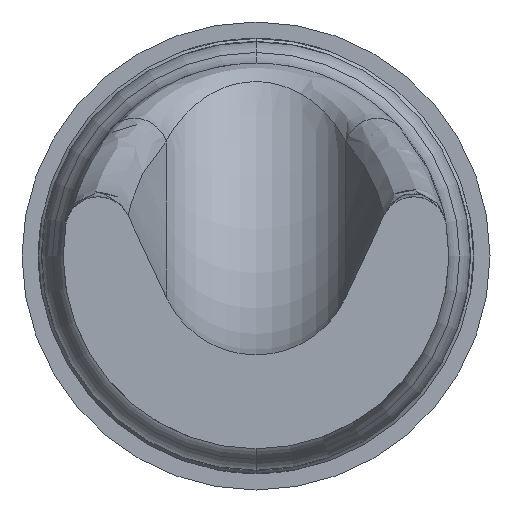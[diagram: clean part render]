
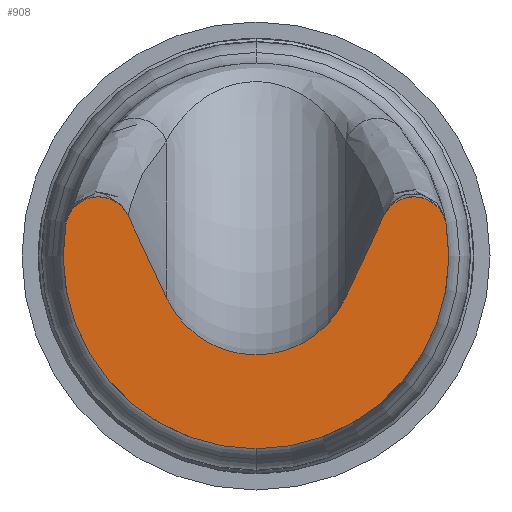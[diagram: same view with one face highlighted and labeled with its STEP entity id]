
A CAD part, front view. The second image highlights one B-rep face of the part: STEP entity #908.
In plain terms, the highlighted planar face has unit normal (0, -1, 0).
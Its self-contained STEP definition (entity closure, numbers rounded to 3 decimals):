
#38 = EDGE_CURVE ( 'Defeature ausgef�hrt1_3+Defeature ausgef�hrt1_1+Defeature ausgef�hrt1_9+Defeature ausgef�hrt1_5', #4269, #65, #2377, .T. ) ;
#65 = VERTEX_POINT ( 'NONE', #3785 ) ;
#87 = ORIENTED_EDGE ( 'NONE', *, *, #2480, .F. ) ;
#122 = DIRECTION ( 'NONE',  ( 0., 0., -1. ) ) ;
#141 = FACE_OUTER_BOUND ( 'NONE', #2062, .T. ) ;
#271 = CARTESIAN_POINT ( 'NONE',  ( 0.478, -26., 0.08 ) ) ;
#285 = DIRECTION ( 'NONE',  ( 0., 0., 1. ) ) ;
#361 = EDGE_CURVE ( 'Defeature ausgef�hrt1_5+Defeature ausgef�hrt1_1+Defeature ausgef�hrt1_3+Defeature ausgef�hrt1_4', #1238, #2760, #507, .T. ) ;
#368 = CIRCLE ( 'NONE', #2661, 0.3 ) ;
#369 = CARTESIAN_POINT ( 'NONE',  ( 0., -26., 0. ) ) ;
#388 = DIRECTION ( 'NONE',  ( 0.423, 0., 0.906 ) ) ;
#417 = EDGE_CURVE ( 'Defeature ausgef�hrt1_5+Defeature ausgef�hrt1_1+Defeature ausgef�hrt1_3+Defeature ausgef�hrt1_4', #65, #1238, #368, .T. ) ;
#447 = DIRECTION ( 'NONE',  ( 0., 0., 1. ) ) ;
#507 = CIRCLE ( 'NONE', #2482, 0.3 ) ;
#508 = VERTEX_POINT ( 'NONE', #2174 ) ;
#660 = DIRECTION ( 'NONE',  ( 0., -1., 0. ) ) ;
#691 = EDGE_CURVE ( 'Defeature ausgef�hrt1_1+Defeature ausgef�hrt1_9+Defeature ausgef�hrt1_3+Defeature ausgef�hrt1_2', #4269, #508, #4344, .T. ) ;
#794 = CARTESIAN_POINT ( 'NONE',  ( 0., -26., 0. ) ) ;
#908 = ADVANCED_FACE ( 'Defeature ausgef�hrt1_1', ( #141 ), #3123, .F. ) ;
#1024 = AXIS2_PLACEMENT_3D ( 'NONE', #3508, #3173, #447 ) ;
#1030 = CARTESIAN_POINT ( 'NONE',  ( 0.577, -26., 0.096 ) ) ;
#1158 = CARTESIAN_POINT ( 'NONE',  ( 0.272, -26., -0.127 ) ) ;
#1238 = VERTEX_POINT ( 'NONE', #1400 ) ;
#1394 = AXIS2_PLACEMENT_3D ( 'NONE', #369, #1565, #4209 ) ;
#1400 = CARTESIAN_POINT ( 'NONE',  ( 0., -26., -0.3 ) ) ;
#1420 = AXIS2_PLACEMENT_3D ( 'NONE', #3685, #4080, #3270 ) ;
#1508 = CARTESIAN_POINT ( 'NONE',  ( -0.388, -26., 0.122 ) ) ;
#1514 = DIRECTION ( 'NONE',  ( 0., 0., 1. ) ) ;
#1519 = ORIENTED_EDGE ( 'NONE', *, *, #2565, .F. ) ;
#1565 = DIRECTION ( 'NONE',  ( 0., 1., 0. ) ) ;
#1572 = CARTESIAN_POINT ( 'NONE',  ( -0.272, -26., -0.127 ) ) ;
#1669 = CARTESIAN_POINT ( 'NONE',  ( 0., -26., -0.585 ) ) ;
#1787 = AXIS2_PLACEMENT_3D ( 'NONE', #271, #660, #2219 ) ;
#1884 = EDGE_CURVE ( 'Defeature ausgef�hrt1_1+Defeature ausgef�hrt1_13+Defeature ausgef�hrt1_2+Defeature ausgef�hrt1_4', #3027, #4041, #4952, .T. ) ;
#2062 = EDGE_LOOP ( 'NONE', ( #2877, #2529, #3896, #87, #2555, #4887, #2372, #3385, #3589, #1519 ) ) ;
#2102 = CARTESIAN_POINT ( 'NONE',  ( 0., -26., 0. ) ) ;
#2174 = CARTESIAN_POINT ( 'NONE',  ( -0.478, -26., 0.18 ) ) ;
#2188 = EDGE_CURVE ( 'Defeature ausgef�hrt1_1+Defeature ausgef�hrt1_9+Defeature ausgef�hrt1_3+Defeature ausgef�hrt1_2', #508, #4759, #3929, .T. ) ;
#2219 = DIRECTION ( 'NONE',  ( 0., 0., 1. ) ) ;
#2372 = ORIENTED_EDGE ( 'NONE', *, *, #38, .F. ) ;
#2377 = LINE ( 'NONE', #1572, #3332 ) ;
#2435 = LINE ( 'NONE', #1158, #2962 ) ;
#2480 = EDGE_CURVE ( 'Defeature ausgef�hrt1_4+Defeature ausgef�hrt1_1+Defeature ausgef�hrt1_5+Defeature ausgef�hrt1_13', #2760, #3545, #2435, .T. ) ;
#2482 = AXIS2_PLACEMENT_3D ( 'NONE', #4761, #2483, #122 ) ;
#2483 = DIRECTION ( 'NONE',  ( 0., -1., 0. ) ) ;
#2529 = ORIENTED_EDGE ( 'NONE', *, *, #1884, .T. ) ;
#2555 = ORIENTED_EDGE ( 'NONE', *, *, #361, .F. ) ;
#2565 = EDGE_CURVE ( 'Defeature ausgef�hrt1_2+Defeature ausgef�hrt1_1+Defeature ausgef�hrt1_13+Defeature ausgef�hrt1_9', #3669, #4759, #4454, .T. ) ;
#2572 = CARTESIAN_POINT ( 'NONE',  ( -0.478, -26., 0.08 ) ) ;
#2661 = AXIS2_PLACEMENT_3D ( 'NONE', #2102, #4774, #4356 ) ;
#2732 = DIRECTION ( 'NONE',  ( 0., 1., 0. ) ) ;
#2760 = VERTEX_POINT ( 'NONE', #3140 ) ;
#2767 = DIRECTION ( 'NONE',  ( 0., 0., 1. ) ) ;
#2842 = CARTESIAN_POINT ( 'NONE',  ( 0.478, -26., 0.18 ) ) ;
#2877 = ORIENTED_EDGE ( 'NONE', *, *, #4905, .F. ) ;
#2948 = AXIS2_PLACEMENT_3D ( 'NONE', #2572, #4506, #285 ) ;
#2962 = VECTOR ( 'NONE', #388, 1000. ) ;
#3027 = VERTEX_POINT ( 'NONE', #1030 ) ;
#3108 = CARTESIAN_POINT ( 'NONE',  ( 0.585, -26., 0. ) ) ;
#3123 = PLANE ( 'NONE',  #4851 ) ;
#3140 = CARTESIAN_POINT ( 'NONE',  ( 0.272, -26., -0.127 ) ) ;
#3173 = DIRECTION ( 'NONE',  ( 0., -1., 0. ) ) ;
#3270 = DIRECTION ( 'NONE',  ( 0., 0., 1. ) ) ;
#3332 = VECTOR ( 'NONE', #3411, 1000. ) ;
#3385 = ORIENTED_EDGE ( 'NONE', *, *, #691, .T. ) ;
#3400 = CIRCLE ( 'NONE', #1787, 0.1 ) ;
#3411 = DIRECTION ( 'NONE',  ( 0.423, 0., -0.906 ) ) ;
#3486 = DIRECTION ( 'NONE',  ( 0., 1., 0. ) ) ;
#3508 = CARTESIAN_POINT ( 'NONE',  ( -0.478, -26., 0.08 ) ) ;
#3545 = VERTEX_POINT ( 'NONE', #4935 ) ;
#3589 = ORIENTED_EDGE ( 'NONE', *, *, #2188, .T. ) ;
#3669 = VERTEX_POINT ( 'NONE', #1669 ) ;
#3685 = CARTESIAN_POINT ( 'NONE',  ( 0.478, -26., 0.08 ) ) ;
#3760 = CIRCLE ( 'NONE', #4390, 0.585 ) ;
#3785 = CARTESIAN_POINT ( 'NONE',  ( -0.272, -26., -0.127 ) ) ;
#3846 = EDGE_CURVE ( 'Defeature ausgef�hrt1_1+Defeature ausgef�hrt1_13+Defeature ausgef�hrt1_2+Defeature ausgef�hrt1_4', #4041, #3545, #3400, .T. ) ;
#3896 = ORIENTED_EDGE ( 'NONE', *, *, #3846, .T. ) ;
#3929 = CIRCLE ( 'NONE', #1024, 0.1 ) ;
#4041 = VERTEX_POINT ( 'NONE', #2842 ) ;
#4080 = DIRECTION ( 'NONE',  ( 0., -1., 0. ) ) ;
#4209 = DIRECTION ( 'NONE',  ( 0., 0., 1. ) ) ;
#4269 = VERTEX_POINT ( 'NONE', #1508 ) ;
#4344 = CIRCLE ( 'NONE', #2948, 0.1 ) ;
#4356 = DIRECTION ( 'NONE',  ( 0., 0., -1. ) ) ;
#4390 = AXIS2_PLACEMENT_3D ( 'NONE', #794, #3486, #1514 ) ;
#4454 = CIRCLE ( 'NONE', #1394, 0.585 ) ;
#4488 = CARTESIAN_POINT ( 'NONE',  ( -0.577, -26., 0.096 ) ) ;
#4506 = DIRECTION ( 'NONE',  ( 0., -1., 0. ) ) ;
#4759 = VERTEX_POINT ( 'NONE', #4488 ) ;
#4761 = CARTESIAN_POINT ( 'NONE',  ( 0., -26., 0. ) ) ;
#4774 = DIRECTION ( 'NONE',  ( 0., -1., 0. ) ) ;
#4851 = AXIS2_PLACEMENT_3D ( 'NONE', #3108, #2732, #2767 ) ;
#4887 = ORIENTED_EDGE ( 'NONE', *, *, #417, .F. ) ;
#4905 = EDGE_CURVE ( 'Defeature ausgef�hrt1_2+Defeature ausgef�hrt1_1+Defeature ausgef�hrt1_13+Defeature ausgef�hrt1_9', #3027, #3669, #3760, .T. ) ;
#4935 = CARTESIAN_POINT ( 'NONE',  ( 0.388, -26., 0.122 ) ) ;
#4952 = CIRCLE ( 'NONE', #1420, 0.1 ) ;
